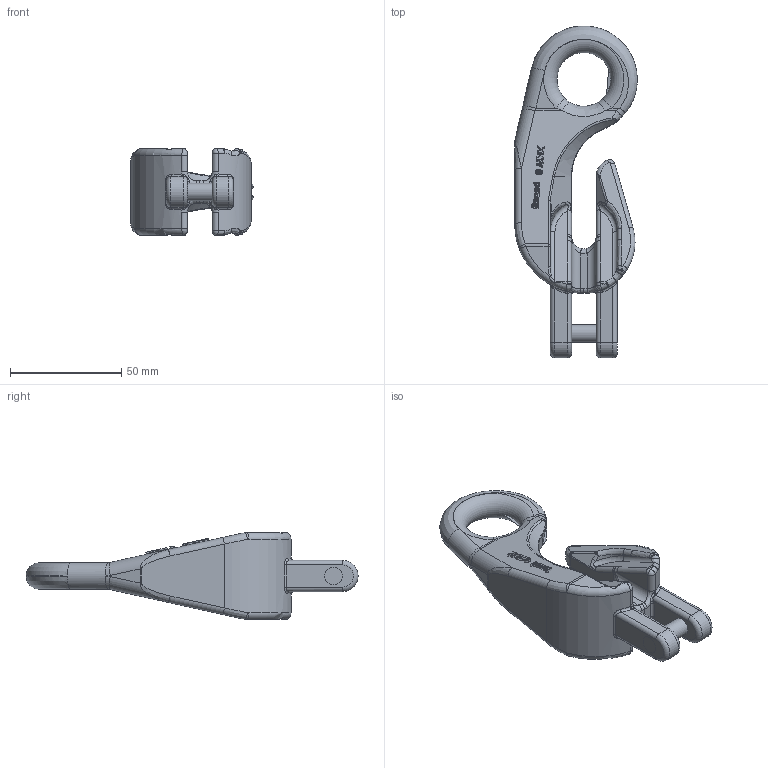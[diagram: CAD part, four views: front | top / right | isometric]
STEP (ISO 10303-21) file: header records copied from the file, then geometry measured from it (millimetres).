
FILE_DESCRIPTION(/* description */ (''),/* implementation_level */ '2;1');
FILE_NAME(/* name */ 'pewag_XKW_8',/* time_stamp */ '2010-02-01T09:49:26+01:00',/* author */ (''),/* organization */ (''),/* preprocessor_version */ 'ST-DEVELOPER v9',/* originating_system */ 'UGS - NX 4.0',/* authorisation */ '');
FILE_SCHEMA (('AUTOMOTIVE_DESIGN { 1 0 10303 214 1 1 1 1 }'));
Length unit declared in the file: millimetre
Products named in the file (1): ritFF9F5ex6
Bounding box: 55 x 148.99 x 39 mm (x, y, z)
Volume: 88095.4 mm3; surface area: 20780.2 mm2
Topology: 2 solids, 2 shells, 476 faces, 1187 edges, 718 vertices
Faces by surface type: plane 127, bspline 116, cylinder 95, extrusion 93, torus 29, sphere 12, cone 4
Full cylindrical faces by diameter (mm): 8 x3
Entity records: 17423 total; most frequent: CARTESIAN_POINT 7213, ORIENTED_EDGE 2344, DIRECTION 1742, EDGE_CURVE 1172, VERTEX_POINT 716, AXIS2_PLACEMENT_3D 630, B_SPLINE_CURVE_WITH_KNOTS 503, EDGE_LOOP 498
